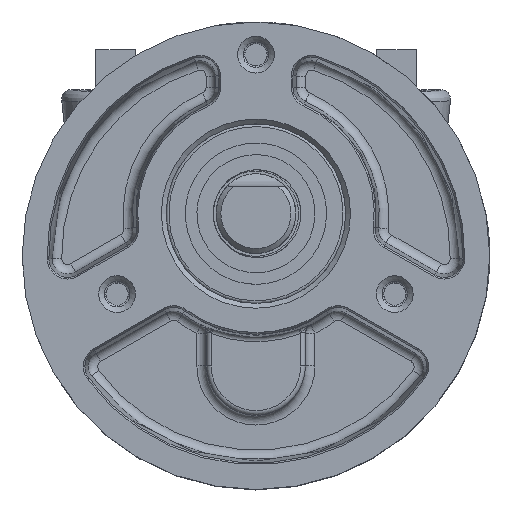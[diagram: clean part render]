
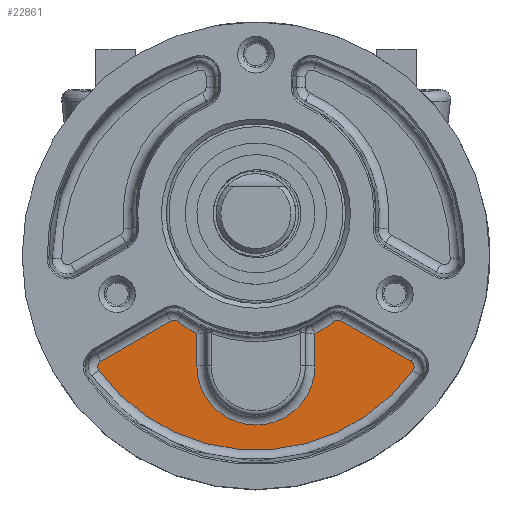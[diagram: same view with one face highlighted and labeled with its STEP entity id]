
A CAD part, top view. The second image highlights one B-rep face of the part: STEP entity #22861.
In plain terms, the highlighted planar face has unit normal (0, -0.001, 1).
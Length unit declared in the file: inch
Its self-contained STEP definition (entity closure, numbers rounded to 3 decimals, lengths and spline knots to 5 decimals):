
#580 = CARTESIAN_POINT ( 'NONE',  ( 0.49273, -0.41131, 1.19 ) ) ;
#1610 = VERTEX_POINT ( 'NONE', #8437 ) ;
#1636 = DIRECTION ( 'NONE',  ( 1., 0., 0. ) ) ;
#1880 = EDGE_CURVE ( 'NONE', #2309, #23286, #29859, .T. ) ;
#2309 = VERTEX_POINT ( 'NONE', #8919 ) ;
#2734 = CARTESIAN_POINT ( 'NONE',  ( 0.97239, -0.66253, 1.19 ) ) ;
#2934 = DIRECTION ( 'NONE',  ( 0., 0., 1. ) ) ;
#3307 = DIRECTION ( 'NONE',  ( 1., 0., 0. ) ) ;
#3413 = VERTEX_POINT ( 'NONE', #24169 ) ;
#3510 = DIRECTION ( 'NONE',  ( 0., 0., 1. ) ) ;
#4514 = DIRECTION ( 'NONE',  ( 0., -1., 0. ) ) ;
#5258 = AXIS2_PLACEMENT_3D ( 'NONE', #13715, #27474, #36461 ) ;
#5567 = CARTESIAN_POINT ( 'NONE',  ( 0.51478, -0.44136, 1.19 ) ) ;
#5772 = LINE ( 'NONE', #8036, #24892 ) ;
#5911 = ORIENTED_EDGE ( 'NONE', *, *, #8071, .T. ) ;
#6148 = CARTESIAN_POINT ( 'NONE',  ( 0., -0.69, 1.19 ) ) ;
#6385 = CARTESIAN_POINT ( 'NONE',  ( -0.97239, -0.66253, 1.19 ) ) ;
#6675 = LINE ( 'NONE', #32765, #13548 ) ;
#7662 = AXIS2_PLACEMENT_3D ( 'NONE', #36276, #21520, #16130 ) ;
#7717 = CARTESIAN_POINT ( 'NONE',  ( 0.37, -0.44136, 1.19 ) ) ;
#7962 = CARTESIAN_POINT ( 'NONE',  ( -0.95376, -0.6948, 1.19 ) ) ;
#8036 = CARTESIAN_POINT ( 'NONE',  ( -0.23876, 0.03673, 1.19 ) ) ;
#8071 = EDGE_CURVE ( 'NONE', #9373, #29772, #5772, .T. ) ;
#8114 = ORIENTED_EDGE ( 'NONE', *, *, #24772, .T. ) ;
#8371 = EDGE_CURVE ( 'NONE', #17187, #3413, #21944, .T. ) ;
#8437 = CARTESIAN_POINT ( 'NONE',  ( -0.49273, -0.41131, 1.19 ) ) ;
#8441 = CARTESIAN_POINT ( 'NONE',  ( 0., 0.26, 1.19 ) ) ;
#8919 = CARTESIAN_POINT ( 'NONE',  ( -0.37, -0.69, 1.19 ) ) ;
#9373 = VERTEX_POINT ( 'NONE', #2734 ) ;
#9817 = CARTESIAN_POINT ( 'NONE',  ( 0., 0.26, 1.19 ) ) ;
#9900 = CIRCLE ( 'NONE', #11080, 0.37 ) ;
#10097 = DIRECTION ( 'NONE',  ( 0., 1., 0. ) ) ;
#10123 = ORIENTED_EDGE ( 'NONE', *, *, #36264, .T. ) ;
#11080 = AXIS2_PLACEMENT_3D ( 'NONE', #6148, #11736, #28845 ) ;
#11205 = VECTOR ( 'NONE', #4514, 39.37008 ) ;
#11736 = DIRECTION ( 'NONE',  ( 0., 0., -1. ) ) ;
#12281 = VERTEX_POINT ( 'NONE', #18165 ) ;
#12493 = DIRECTION ( 'NONE',  ( 0., 0., 1. ) ) ;
#13548 = VECTOR ( 'NONE', #20996, 39.37008 ) ;
#13590 = ORIENTED_EDGE ( 'NONE', *, *, #19023, .T. ) ;
#13715 = CARTESIAN_POINT ( 'NONE',  ( -0.51478, -0.44136, 1.19 ) ) ;
#13973 = DIRECTION ( 'NONE',  ( -0.866, 0.5, 0. ) ) ;
#14090 = AXIS2_PLACEMENT_3D ( 'NONE', #30156, #12493, #1636 ) ;
#14743 = CIRCLE ( 'NONE', #29591, 0.83274 ) ;
#16130 = DIRECTION ( 'NONE',  ( 1., 0., 0. ) ) ;
#16184 = CARTESIAN_POINT ( 'NONE',  ( 0.37, -0.69, 1.19 ) ) ;
#17187 = VERTEX_POINT ( 'NONE', #6385 ) ;
#17454 = VERTEX_POINT ( 'NONE', #20318 ) ;
#17738 = VERTEX_POINT ( 'NONE', #16184 ) ;
#17874 = DIRECTION ( 'NONE',  ( 0., 0., -1. ) ) ;
#18001 = EDGE_CURVE ( 'NONE', #12281, #17187, #6675, .T. ) ;
#18106 = ORIENTED_EDGE ( 'NONE', *, *, #18559, .T. ) ;
#18165 = CARTESIAN_POINT ( 'NONE',  ( -0.53342, -0.40908, 1.19 ) ) ;
#18559 = EDGE_CURVE ( 'NONE', #29545, #17738, #32892, .T. ) ;
#18740 = EDGE_CURVE ( 'NONE', #35829, #29545, #18933, .T. ) ;
#18933 = CIRCLE ( 'NONE', #36244, 0.83274 ) ;
#19023 = EDGE_CURVE ( 'NONE', #29772, #35829, #28993, .T. ) ;
#19113 = EDGE_CURVE ( 'NONE', #23286, #1610, #14743, .T. ) ;
#19338 = ORIENTED_EDGE ( 'NONE', *, *, #18740, .T. ) ;
#20111 = DIRECTION ( 'NONE',  ( 0., 0., 1. ) ) ;
#20160 = CIRCLE ( 'NONE', #7662, 0.03726 ) ;
#20318 = CARTESIAN_POINT ( 'NONE',  ( 0.98388, -0.71674, 1.19 ) ) ;
#20581 = ORIENTED_EDGE ( 'NONE', *, *, #24861, .T. ) ;
#20996 = DIRECTION ( 'NONE',  ( -0.866, -0.5, 0. ) ) ;
#21520 = DIRECTION ( 'NONE',  ( 0., 0., 1. ) ) ;
#21944 = CIRCLE ( 'NONE', #24349, 0.03726 ) ;
#22389 = CIRCLE ( 'NONE', #28259, 1.21726 ) ;
#22408 = ORIENTED_EDGE ( 'NONE', *, *, #19113, .T. ) ;
#22808 = ORIENTED_EDGE ( 'NONE', *, *, #1880, .T. ) ;
#22861 = ADVANCED_FACE ( 'NONE', ( #33160 ), #27156, .T. ) ;
#22974 = DIRECTION ( 'NONE',  ( 1., 0., 0. ) ) ;
#23269 = CARTESIAN_POINT ( 'NONE',  ( -0.37, -0.48602, 1.19 ) ) ;
#23286 = VERTEX_POINT ( 'NONE', #23269 ) ;
#23958 = EDGE_LOOP ( 'NONE', ( #5911, #13590, #19338, #18106, #20581, #22808, #22408, #29355, #30894, #26341, #8114, #10123 ) ) ;
#24169 = CARTESIAN_POINT ( 'NONE',  ( -0.98388, -0.71674, 1.19 ) ) ;
#24236 = AXIS2_PLACEMENT_3D ( 'NONE', #5567, #3510, #3307 ) ;
#24349 = AXIS2_PLACEMENT_3D ( 'NONE', #7962, #2934, #30898 ) ;
#24437 = CARTESIAN_POINT ( 'NONE',  ( -0.37, -0.44136, 1.19 ) ) ;
#24772 = EDGE_CURVE ( 'NONE', #3413, #17454, #22389, .T. ) ;
#24861 = EDGE_CURVE ( 'NONE', #17738, #2309, #9900, .T. ) ;
#24892 = VECTOR ( 'NONE', #13973, 39.37008 ) ;
#26341 = ORIENTED_EDGE ( 'NONE', *, *, #8371, .T. ) ;
#27156 = PLANE ( 'NONE',  #14090 ) ;
#27474 = DIRECTION ( 'NONE',  ( 0., 0., 1. ) ) ;
#28259 = AXIS2_PLACEMENT_3D ( 'NONE', #34292, #20111, #30938 ) ;
#28708 = CARTESIAN_POINT ( 'NONE',  ( 0.37, -0.48602, 1.19 ) ) ;
#28845 = DIRECTION ( 'NONE',  ( 1., 0., 0. ) ) ;
#28993 = CIRCLE ( 'NONE', #24236, 0.03726 ) ;
#29214 = DIRECTION ( 'NONE',  ( 1., 0., 0. ) ) ;
#29272 = CARTESIAN_POINT ( 'NONE',  ( 0.53342, -0.40908, 1.19 ) ) ;
#29355 = ORIENTED_EDGE ( 'NONE', *, *, #33801, .T. ) ;
#29545 = VERTEX_POINT ( 'NONE', #28708 ) ;
#29591 = AXIS2_PLACEMENT_3D ( 'NONE', #9817, #17874, #29214 ) ;
#29772 = VERTEX_POINT ( 'NONE', #29272 ) ;
#29859 = LINE ( 'NONE', #24437, #33213 ) ;
#30156 = CARTESIAN_POINT ( 'NONE',  ( -0.51478, -0.44136, 1.19 ) ) ;
#30894 = ORIENTED_EDGE ( 'NONE', *, *, #18001, .T. ) ;
#30898 = DIRECTION ( 'NONE',  ( 1., 0., 0. ) ) ;
#30938 = DIRECTION ( 'NONE',  ( 1., 0., 0. ) ) ;
#32765 = CARTESIAN_POINT ( 'NONE',  ( -0.53342, -0.40908, 1.19 ) ) ;
#32892 = LINE ( 'NONE', #7717, #11205 ) ;
#33160 = FACE_OUTER_BOUND ( 'NONE', #23958, .T. ) ;
#33213 = VECTOR ( 'NONE', #10097, 39.37008 ) ;
#33617 = DIRECTION ( 'NONE',  ( 0., 0., -1. ) ) ;
#33801 = EDGE_CURVE ( 'NONE', #1610, #12281, #36219, .T. ) ;
#34292 = CARTESIAN_POINT ( 'NONE',  ( 0., 0., 1.19 ) ) ;
#35829 = VERTEX_POINT ( 'NONE', #580 ) ;
#36219 = CIRCLE ( 'NONE', #5258, 0.03726 ) ;
#36244 = AXIS2_PLACEMENT_3D ( 'NONE', #8441, #33617, #22974 ) ;
#36264 = EDGE_CURVE ( 'NONE', #17454, #9373, #20160, .T. ) ;
#36276 = CARTESIAN_POINT ( 'NONE',  ( 0.95376, -0.6948, 1.19 ) ) ;
#36461 = DIRECTION ( 'NONE',  ( 1., 0., 0. ) ) ;
